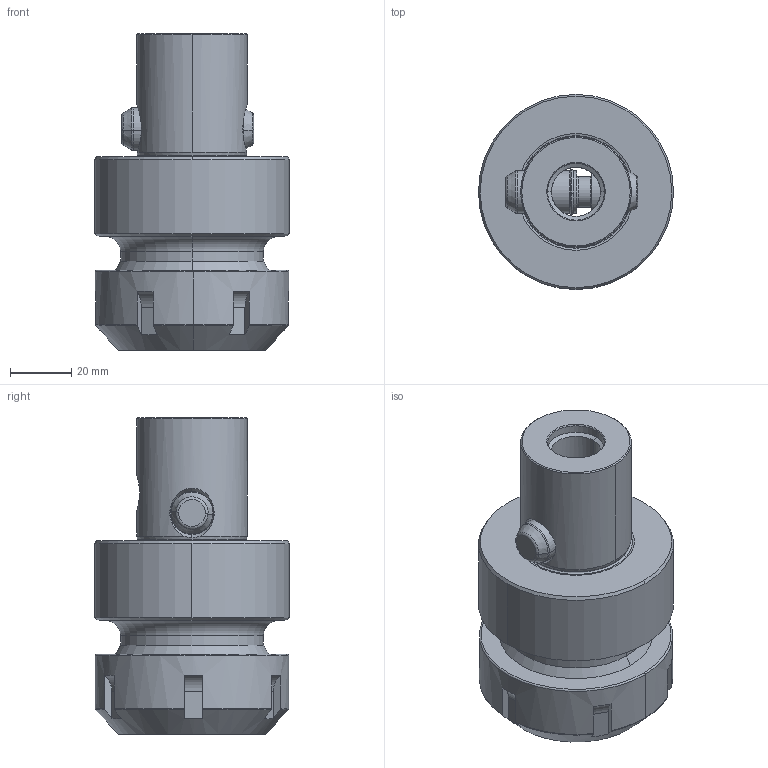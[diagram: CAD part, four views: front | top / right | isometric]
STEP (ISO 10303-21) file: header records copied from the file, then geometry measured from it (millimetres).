
FILE_DESCRIPTION(('no description'),'unknown implementation level');
FILE_NAME('6804CD0B-79CB-4D05-B77D-C548BAD791F1_export.stp',' ',('CIMSOURCE GmbH'),('CADClick - KiM GmbH - www.kimweb.de'),'unknown preprocess','ACIS','unknown authorization');
FILE_SCHEMA(('automotive_design'));
Length unit declared in the file: millimetre
Products named in the file (4): 335.165 Kaiser CK6 X EX40|951.060 Kaiser  EX40_Standard;NONE; 335.165 Kaiser CK6 X EX40|335.165 Kaiser CK6 X EX40_Standard;NONE; 335.165 Kaiser CK6 X EX40|691.506 Kaiser ETL D14 X 43K_Standard|691.526 Mitnehmerbolzen_Standard;NONE; 335.165 Kaiser CK6 X EX40|691.506 Kaiser ETL D14 X 43K_Standard|693.305 Sprengring_Standard;NONE
Bounding box: 63.5 x 63.5 x 103.03 mm (x, y, z)
Volume: 152956.9 mm3; surface area: 41113.5 mm2
Topology: 4 solids, 4 shells, 153 faces, 357 edges, 216 vertices
Faces by surface type: cylinder 42, torus 38, cone 38, plane 35
Entity records: 9166 total; most frequent: CARTESIAN_POINT 1423, DIRECTION 811, STYLED_ITEM 730, PRESENTATION_STYLE_ASSIGNMENT 730, COLOUR_RGB 730, ORIENTED_EDGE 714, EDGE_CURVE 357, CURVE_STYLE 357
